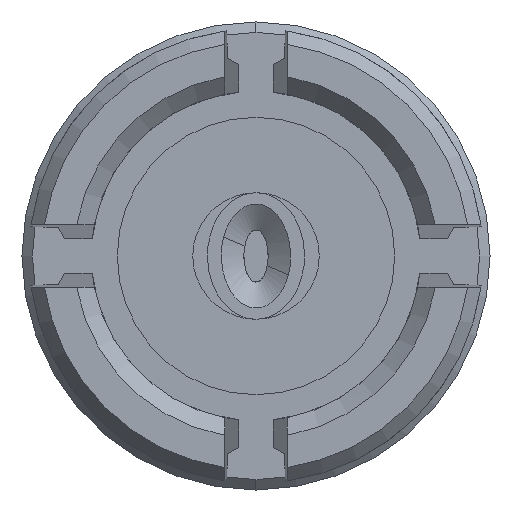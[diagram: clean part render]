
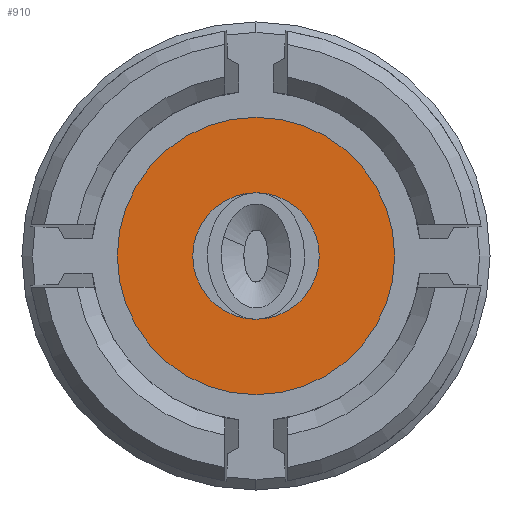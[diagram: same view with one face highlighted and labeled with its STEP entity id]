
A CAD part, left-side view. The second image highlights one B-rep face of the part: STEP entity #910.
In plain terms, the highlighted planar face has unit normal (-1, 0, 0).
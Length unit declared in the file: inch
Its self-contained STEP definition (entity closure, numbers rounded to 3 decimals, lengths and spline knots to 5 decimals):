
#41 = CIRCLE ( 'NONE', #1163, 0.01825 ) ;
#50 = AXIS2_PLACEMENT_3D ( 'NONE', #4483, #193, #2688 ) ;
#193 = DIRECTION ( 'NONE',  ( -1., 0., 0. ) ) ;
#207 = CIRCLE ( 'NONE', #50, 0.01825 ) ;
#223 = CARTESIAN_POINT ( 'NONE',  ( 0.005, 0., -0.01825 ) ) ;
#237 = EDGE_CURVE ( 'NONE', #1134, #2212, #41, .T. ) ;
#240 = EDGE_CURVE ( 'NONE', #4621, #502, #2581, .T. ) ;
#502 = VERTEX_POINT ( 'NONE', #4414 ) ;
#910 = ADVANCED_FACE ( 'NONE', ( #2082, #1407 ), #4452, .T. ) ;
#1134 = VERTEX_POINT ( 'NONE', #4530 ) ;
#1149 = CARTESIAN_POINT ( 'NONE',  ( 0.005, 0., 0. ) ) ;
#1163 = AXIS2_PLACEMENT_3D ( 'NONE', #3318, #2960, #3628 ) ;
#1198 = DIRECTION ( 'NONE',  ( 0., 0., 1. ) ) ;
#1407 = FACE_OUTER_BOUND ( 'NONE', #1498, .T. ) ;
#1434 = AXIS2_PLACEMENT_3D ( 'NONE', #1149, #1521, #1858 ) ;
#1498 = EDGE_LOOP ( 'NONE', ( #4514, #3766 ) ) ;
#1521 = DIRECTION ( 'NONE',  ( -1., 0., 0. ) ) ;
#1574 = DIRECTION ( 'NONE',  ( -1., 0., 0. ) ) ;
#1617 = DIRECTION ( 'NONE',  ( -1., 0., 0. ) ) ;
#1858 = DIRECTION ( 'NONE',  ( 0., 0., 1. ) ) ;
#1906 = ORIENTED_EDGE ( 'NONE', *, *, #4491, .F. ) ;
#2082 = FACE_BOUND ( 'NONE', #3189, .T. ) ;
#2142 = ORIENTED_EDGE ( 'NONE', *, *, #237, .F. ) ;
#2169 = EDGE_CURVE ( 'NONE', #502, #4621, #2532, .T. ) ;
#2212 = VERTEX_POINT ( 'NONE', #223 ) ;
#2532 = CIRCLE ( 'NONE', #3849, 0.04 ) ;
#2581 = CIRCLE ( 'NONE', #1434, 0.04 ) ;
#2688 = DIRECTION ( 'NONE',  ( 0., 0., 1. ) ) ;
#2692 = DIRECTION ( 'NONE',  ( 0., 0., 1. ) ) ;
#2960 = DIRECTION ( 'NONE',  ( -1., 0., 0. ) ) ;
#3009 = CARTESIAN_POINT ( 'NONE',  ( 0.005, 0., 0. ) ) ;
#3024 = CARTESIAN_POINT ( 'NONE',  ( 0.005, 0., 0. ) ) ;
#3189 = EDGE_LOOP ( 'NONE', ( #2142, #1906 ) ) ;
#3318 = CARTESIAN_POINT ( 'NONE',  ( 0.005, 0., 0. ) ) ;
#3515 = CARTESIAN_POINT ( 'NONE',  ( 0.005, 0., -0.04 ) ) ;
#3628 = DIRECTION ( 'NONE',  ( 0., 0., 1. ) ) ;
#3766 = ORIENTED_EDGE ( 'NONE', *, *, #2169, .T. ) ;
#3849 = AXIS2_PLACEMENT_3D ( 'NONE', #3009, #1617, #1198 ) ;
#4414 = CARTESIAN_POINT ( 'NONE',  ( 0.005, 0., 0.04 ) ) ;
#4452 = PLANE ( 'NONE',  #4643 ) ;
#4483 = CARTESIAN_POINT ( 'NONE',  ( 0.005, 0., 0. ) ) ;
#4491 = EDGE_CURVE ( 'NONE', #2212, #1134, #207, .T. ) ;
#4514 = ORIENTED_EDGE ( 'NONE', *, *, #240, .T. ) ;
#4530 = CARTESIAN_POINT ( 'NONE',  ( 0.005, 0., 0.01825 ) ) ;
#4621 = VERTEX_POINT ( 'NONE', #3515 ) ;
#4643 = AXIS2_PLACEMENT_3D ( 'NONE', #3024, #1574, #2692 ) ;
